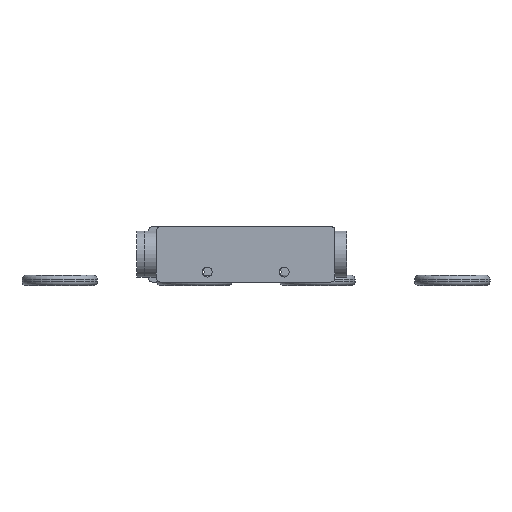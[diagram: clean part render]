
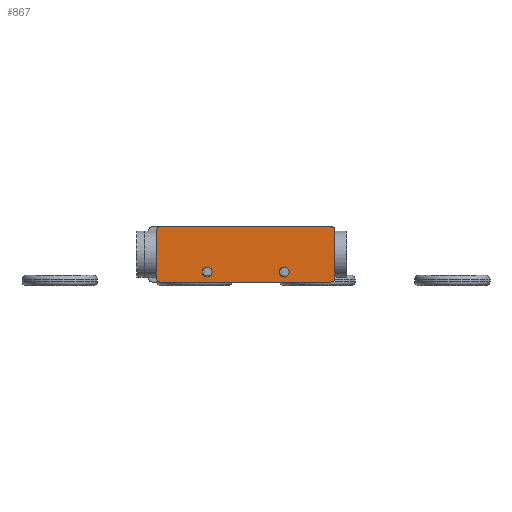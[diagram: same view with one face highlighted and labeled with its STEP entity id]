
A CAD part, front view. The second image highlights one B-rep face of the part: STEP entity #867.
In plain terms, the highlighted planar face has unit normal (0, -1, 0).
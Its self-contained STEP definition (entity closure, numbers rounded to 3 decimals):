
#96=FACE_BOUND('',#235,.T.);
#97=FACE_BOUND('',#236,.T.);
#120=PLANE('',#1003);
#165=FACE_OUTER_BOUND('',#234,.T.);
#234=EDGE_LOOP('',(#752,#753,#754,#755,#756,#757,#758,#759));
#235=EDGE_LOOP('',(#760));
#236=EDGE_LOOP('',(#761));
#284=LINE('',#1493,#332);
#290=LINE('',#1510,#338);
#292=LINE('',#1518,#340);
#297=LINE('',#1538,#345);
#332=VECTOR('',#1209,10.);
#338=VECTOR('',#1227,10.);
#340=VECTOR('',#1237,10.);
#345=VECTOR('',#1264,10.);
#376=CIRCLE('',#974,1.);
#384=CIRCLE('',#985,1.);
#385=CIRCLE('',#987,1.);
#387=CIRCLE('',#991,1.);
#390=CIRCLE('',#1000,1.25);
#391=CIRCLE('',#1002,1.25);
#444=VERTEX_POINT('',#1465);
#445=VERTEX_POINT('',#1466);
#456=VERTEX_POINT('',#1492);
#458=VERTEX_POINT('',#1498);
#459=VERTEX_POINT('',#1502);
#460=VERTEX_POINT('',#1504);
#461=VERTEX_POINT('',#1508);
#463=VERTEX_POINT('',#1514);
#466=VERTEX_POINT('',#1530);
#467=VERTEX_POINT('',#1534);
#533=EDGE_CURVE('',#444,#445,#376,.T.);
#546=EDGE_CURVE('',#445,#456,#284,.T.);
#549=EDGE_CURVE('',#456,#458,#384,.T.);
#552=EDGE_CURVE('',#459,#460,#385,.T.);
#555=EDGE_CURVE('',#459,#461,#290,.T.);
#558=EDGE_CURVE('',#463,#461,#387,.T.);
#559=EDGE_CURVE('',#458,#463,#292,.T.);
#564=EDGE_CURVE('',#466,#466,#390,.T.);
#566=EDGE_CURVE('',#467,#467,#391,.T.);
#568=EDGE_CURVE('',#444,#460,#297,.T.);
#752=ORIENTED_EDGE('',*,*,#533,.F.);
#753=ORIENTED_EDGE('',*,*,#568,.T.);
#754=ORIENTED_EDGE('',*,*,#552,.F.);
#755=ORIENTED_EDGE('',*,*,#555,.T.);
#756=ORIENTED_EDGE('',*,*,#558,.F.);
#757=ORIENTED_EDGE('',*,*,#559,.F.);
#758=ORIENTED_EDGE('',*,*,#549,.F.);
#759=ORIENTED_EDGE('',*,*,#546,.F.);
#760=ORIENTED_EDGE('',*,*,#564,.T.);
#761=ORIENTED_EDGE('',*,*,#566,.T.);
#867=ADVANCED_FACE('',(#165,#96,#97),#120,.T.);
#974=AXIS2_PLACEMENT_3D('',#1467,#1185,#1186);
#985=AXIS2_PLACEMENT_3D('',#1499,#1215,#1216);
#987=AXIS2_PLACEMENT_3D('',#1505,#1221,#1222);
#991=AXIS2_PLACEMENT_3D('',#1516,#1233,#1234);
#1000=AXIS2_PLACEMENT_3D('',#1531,#1254,#1255);
#1002=AXIS2_PLACEMENT_3D('',#1535,#1259,#1260);
#1003=AXIS2_PLACEMENT_3D('',#1537,#1262,#1263);
#1185=DIRECTION('center_axis',(0.,1.,0.));
#1186=DIRECTION('ref_axis',(-0.707,0.,-0.707));
#1209=DIRECTION('',(0.,0.,1.));
#1215=DIRECTION('center_axis',(0.,1.,0.));
#1216=DIRECTION('ref_axis',(-0.707,0.,0.707));
#1221=DIRECTION('center_axis',(0.,1.,0.));
#1222=DIRECTION('ref_axis',(0.707,0.,-0.707));
#1227=DIRECTION('',(0.,0.,1.));
#1233=DIRECTION('center_axis',(0.,1.,0.));
#1234=DIRECTION('ref_axis',(0.707,0.,0.707));
#1237=DIRECTION('',(1.,0.,0.));
#1254=DIRECTION('center_axis',(0.,1.,0.));
#1255=DIRECTION('ref_axis',(1.,0.,0.));
#1259=DIRECTION('center_axis',(0.,1.,0.));
#1260=DIRECTION('ref_axis',(1.,0.,0.));
#1262=DIRECTION('center_axis',(0.,-1.,0.));
#1263=DIRECTION('ref_axis',(1.,0.,0.));
#1264=DIRECTION('',(1.,0.,0.));
#1465=CARTESIAN_POINT('',(-1.5,-23.,0.));
#1466=CARTESIAN_POINT('',(-2.5,-23.,1.));
#1467=CARTESIAN_POINT('Origin',(-1.5,-23.,1.));
#1492=CARTESIAN_POINT('',(-2.5,-23.,13.));
#1493=CARTESIAN_POINT('',(-2.5,-23.,0.));
#1498=CARTESIAN_POINT('',(-1.5,-23.,14.));
#1499=CARTESIAN_POINT('Origin',(-1.5,-23.,13.));
#1502=CARTESIAN_POINT('',(42.5,-23.,1.));
#1504=CARTESIAN_POINT('',(41.5,-23.,0.));
#1505=CARTESIAN_POINT('Origin',(41.5,-23.,1.));
#1508=CARTESIAN_POINT('',(42.5,-23.,13.));
#1510=CARTESIAN_POINT('',(42.5,-23.,0.));
#1514=CARTESIAN_POINT('',(41.5,-23.,14.));
#1516=CARTESIAN_POINT('Origin',(41.5,-23.,13.));
#1518=CARTESIAN_POINT('',(-2.5,-23.,14.));
#1530=CARTESIAN_POINT('',(9.05,-23.,2.5));
#1531=CARTESIAN_POINT('Origin',(10.3,-23.,2.5));
#1534=CARTESIAN_POINT('',(28.45,-23.,2.5));
#1535=CARTESIAN_POINT('Origin',(29.7,-23.,2.5));
#1537=CARTESIAN_POINT('Origin',(-2.5,-23.,0.));
#1538=CARTESIAN_POINT('',(-2.5,-23.,0.));
